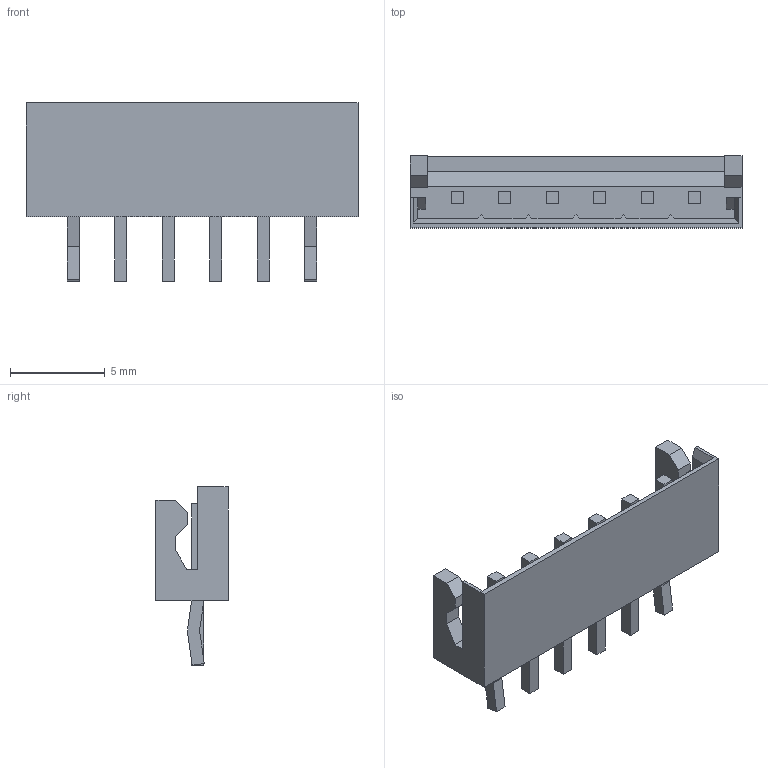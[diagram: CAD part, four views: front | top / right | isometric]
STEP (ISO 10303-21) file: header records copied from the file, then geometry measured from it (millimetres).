
FILE_DESCRIPTION((''),'2;1');
FILE_NAME('C-440052-6','2019-03-28T05:26:30',('workeradm'),('TE Connectivity Ltd.'),'CREO PARAMETRIC BY PTC INC, 2018190','CREO PARAMETRIC BY PTC INC, 2018190','');
FILE_SCHEMA(('AUTOMOTIVE_DESIGN { 1 0 10303 214 1 1 1 1 }'));
Length unit declared in the file: millimetre
Products named in the file (1): C-440052-6
Bounding box: 17.5 x 3.8 x 9.4 mm (x, y, z)
Volume: 159.7 mm3; surface area: 515.7 mm2
Topology: 1 solids, 1 shells, 116 faces, 302 edges, 200 vertices
Faces by surface type: plane 116
Entity records: 3518 total; most frequent: CARTESIAN_POINT 620, ORIENTED_EDGE 604, DIRECTION 534, VECTOR 302, LINE 302, EDGE_CURVE 302, VERTEX_POINT 200, EDGE_LOOP 128
